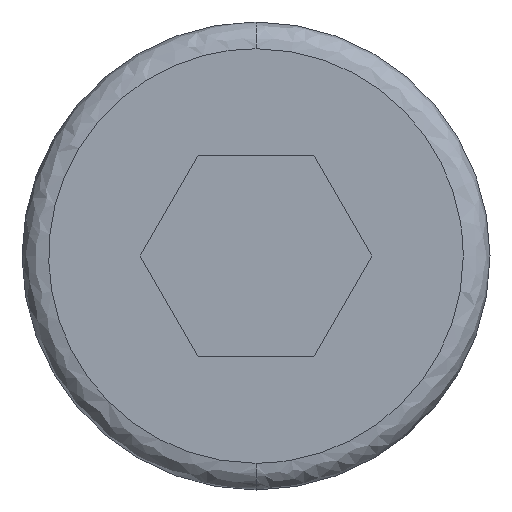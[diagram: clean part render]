
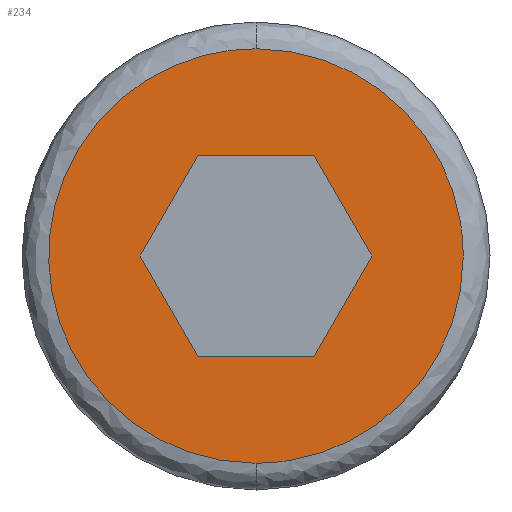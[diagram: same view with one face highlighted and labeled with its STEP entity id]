
A CAD part, front view. The second image highlights one B-rep face of the part: STEP entity #234.
In plain terms, the highlighted planar face has unit normal (0, -1, 0).
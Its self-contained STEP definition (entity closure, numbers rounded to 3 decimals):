
#12 = ORIENTED_EDGE ( 'NONE', *, *, #474, .T. ) ;
#23 = VERTEX_POINT ( 'NONE', #590 ) ;
#25 = VERTEX_POINT ( 'NONE', #301 ) ;
#35 =( BOUNDED_CURVE ( )  B_SPLINE_CURVE ( 3, ( #575, #174, #347, #750, #411, #583, #581 ),
 .UNSPECIFIED., .F., .F. ) 
 B_SPLINE_CURVE_WITH_KNOTS ( ( 4, 3, 4 ),
 ( 0.333, 0.667, 1. ),
 .UNSPECIFIED. ) 
 CURVE ( )  GEOMETRIC_REPRESENTATION_ITEM ( )  RATIONAL_B_SPLINE_CURVE ( ( 1., 0.805, 0.805, 1., 0.805, 0.805, 1. ) ) 
 REPRESENTATION_ITEM ( '' )  );
#46 = PLANE ( 'NONE',  #431 ) ;
#48 = CARTESIAN_POINT ( 'NONE',  ( 3.1, -4., 0. ) ) ;
#66 = EDGE_CURVE ( 'NONE', #582, #741, #731, .T. ) ;
#68 = CARTESIAN_POINT ( 'NONE',  ( 3.1, -4., 0. ) ) ;
#75 = ORIENTED_EDGE ( 'NONE', *, *, #616, .F. ) ;
#89 = DIRECTION ( 'NONE',  ( -0.5, 0., -0.866 ) ) ;
#90 = VECTOR ( 'NONE', #447, 1000. ) ;
#94 = CARTESIAN_POINT ( 'NONE',  ( 1.732, -4., 0. ) ) ;
#123 = CARTESIAN_POINT ( 'NONE',  ( -1.299, -4., -0.75 ) ) ;
#146 =( BOUNDED_CURVE ( )  B_SPLINE_CURVE ( 3, ( #468, #627, #526, #680 ),
 .UNSPECIFIED., .F., .T. ) 
 B_SPLINE_CURVE_WITH_KNOTS ( ( 4, 4 ),
 ( 0., 1. ),
 .UNSPECIFIED. ) 
 CURVE ( )  GEOMETRIC_REPRESENTATION_ITEM ( )  RATIONAL_B_SPLINE_CURVE ( ( 1., 0.805, 0.805, 1. ) ) 
 REPRESENTATION_ITEM ( '' )  );
#157 = ORIENTED_EDGE ( 'NONE', *, *, #688, .T. ) ;
#160 = VERTEX_POINT ( 'NONE', #48 ) ;
#166 = VECTOR ( 'NONE', #89, 1000. ) ;
#169 = EDGE_LOOP ( 'NONE', ( #631, #75, #481 ) ) ;
#171 = CARTESIAN_POINT ( 'NONE',  ( -1.299, -4., 0.75 ) ) ;
#174 = CARTESIAN_POINT ( 'NONE',  ( -1.816, -4., -3.1 ) ) ;
#184 = CARTESIAN_POINT ( 'NONE',  ( 0., -4., 0. ) ) ;
#215 = VERTEX_POINT ( 'NONE', #667 ) ;
#234 = ADVANCED_FACE ( 'NONE', ( #641, #700 ), #46, .T. ) ;
#235 = DIRECTION ( 'NONE',  ( 0., -1., 0. ) ) ;
#241 = DIRECTION ( 'NONE',  ( 0.5, 0., 0.866 ) ) ;
#251 = CARTESIAN_POINT ( 'NONE',  ( 0., -4., -3.1 ) ) ;
#254 = VECTOR ( 'NONE', #602, 1000. ) ;
#260 = DIRECTION ( 'NONE',  ( 1., 0., 0. ) ) ;
#262 = CARTESIAN_POINT ( 'NONE',  ( 0., -4., -3.1 ) ) ;
#265 = LINE ( 'NONE', #441, #90 ) ;
#275 = VECTOR ( 'NONE', #260, 1000. ) ;
#301 = CARTESIAN_POINT ( 'NONE',  ( 0.866, -4., 1.5 ) ) ;
#302 = DIRECTION ( 'NONE',  ( 0., 0., -1. ) ) ;
#305 = CARTESIAN_POINT ( 'NONE',  ( 0.866, -4., -1.5 ) ) ;
#309 = DIRECTION ( 'NONE',  ( -0.5, 0., 0.866 ) ) ;
#333 = VECTOR ( 'NONE', #241, 1000. ) ;
#347 = CARTESIAN_POINT ( 'NONE',  ( -3.1, -4., -1.816 ) ) ;
#348 = VERTEX_POINT ( 'NONE', #262 ) ;
#380 = CARTESIAN_POINT ( 'NONE',  ( 0., -4., 1.5 ) ) ;
#405 = LINE ( 'NONE', #123, #505 ) ;
#407 = CARTESIAN_POINT ( 'NONE',  ( 1.732, -4., 0. ) ) ;
#411 = CARTESIAN_POINT ( 'NONE',  ( -3.1, -4., 1.816 ) ) ;
#422 = CARTESIAN_POINT ( 'NONE',  ( 1.816, -4., -3.1 ) ) ;
#431 = AXIS2_PLACEMENT_3D ( 'NONE', #184, #235, #302 ) ;
#441 = CARTESIAN_POINT ( 'NONE',  ( 0.433, -4., -1.5 ) ) ;
#447 = DIRECTION ( 'NONE',  ( -1., 0., 0. ) ) ;
#461 = ORIENTED_EDGE ( 'NONE', *, *, #66, .T. ) ;
#468 = CARTESIAN_POINT ( 'NONE',  ( 0., -4., 3.1 ) ) ;
#474 = EDGE_CURVE ( 'NONE', #23, #25, #689, .T. ) ;
#481 = ORIENTED_EDGE ( 'NONE', *, *, #753, .F. ) ;
#505 = VECTOR ( 'NONE', #309, 1000. ) ;
#526 = CARTESIAN_POINT ( 'NONE',  ( 3.1, -4., 1.816 ) ) ;
#529 = EDGE_CURVE ( 'NONE', #741, #215, #265, .T. ) ;
#537 = ORIENTED_EDGE ( 'NONE', *, *, #683, .T. ) ;
#551 = CARTESIAN_POINT ( 'NONE',  ( 3.1, -4., -1.816 ) ) ;
#569 = LINE ( 'NONE', #597, #254 ) ;
#573 =( BOUNDED_CURVE ( )  B_SPLINE_CURVE ( 3, ( #68, #551, #422, #251 ),
 .UNSPECIFIED., .F., .T. ) 
 B_SPLINE_CURVE_WITH_KNOTS ( ( 4, 4 ),
 ( 0., 0.333 ),
 .UNSPECIFIED. ) 
 CURVE ( )  GEOMETRIC_REPRESENTATION_ITEM ( )  RATIONAL_B_SPLINE_CURVE ( ( 1., 0.805, 0.805, 1. ) ) 
 REPRESENTATION_ITEM ( '' )  );
#575 = CARTESIAN_POINT ( 'NONE',  ( 0., -4., -3.1 ) ) ;
#581 = CARTESIAN_POINT ( 'NONE',  ( 0., -4., 3.1 ) ) ;
#582 = VERTEX_POINT ( 'NONE', #94 ) ;
#583 = CARTESIAN_POINT ( 'NONE',  ( -1.816, -4., 3.1 ) ) ;
#590 = CARTESIAN_POINT ( 'NONE',  ( -0.866, -4., 1.5 ) ) ;
#597 = CARTESIAN_POINT ( 'NONE',  ( 1.299, -4., 0.75 ) ) ;
#602 = DIRECTION ( 'NONE',  ( 0.5, 0., -0.866 ) ) ;
#616 = EDGE_CURVE ( 'NONE', #348, #638, #35, .T. ) ;
#627 = CARTESIAN_POINT ( 'NONE',  ( 1.816, -4., 3.1 ) ) ;
#631 = ORIENTED_EDGE ( 'NONE', *, *, #637, .F. ) ;
#637 = EDGE_CURVE ( 'NONE', #638, #160, #146, .T. ) ;
#638 = VERTEX_POINT ( 'NONE', #686 ) ;
#641 = FACE_BOUND ( 'NONE', #671, .T. ) ;
#644 = ORIENTED_EDGE ( 'NONE', *, *, #529, .T. ) ;
#667 = CARTESIAN_POINT ( 'NONE',  ( -0.866, -4., -1.5 ) ) ;
#670 = VERTEX_POINT ( 'NONE', #690 ) ;
#671 = EDGE_LOOP ( 'NONE', ( #748, #461, #644, #157, #537, #12 ) ) ;
#676 = LINE ( 'NONE', #171, #333 ) ;
#680 = CARTESIAN_POINT ( 'NONE',  ( 3.1, -4., 0. ) ) ;
#683 = EDGE_CURVE ( 'NONE', #670, #23, #676, .T. ) ;
#686 = CARTESIAN_POINT ( 'NONE',  ( 0., -4., 3.1 ) ) ;
#688 = EDGE_CURVE ( 'NONE', #215, #670, #405, .T. ) ;
#689 = LINE ( 'NONE', #380, #275 ) ;
#690 = CARTESIAN_POINT ( 'NONE',  ( -1.732, -4., 0. ) ) ;
#700 = FACE_OUTER_BOUND ( 'NONE', #169, .T. ) ;
#731 = LINE ( 'NONE', #407, #166 ) ;
#741 = VERTEX_POINT ( 'NONE', #305 ) ;
#748 = ORIENTED_EDGE ( 'NONE', *, *, #773, .T. ) ;
#750 = CARTESIAN_POINT ( 'NONE',  ( -3.1, -4., 0. ) ) ;
#753 = EDGE_CURVE ( 'NONE', #160, #348, #573, .T. ) ;
#773 = EDGE_CURVE ( 'NONE', #25, #582, #569, .T. ) ;
